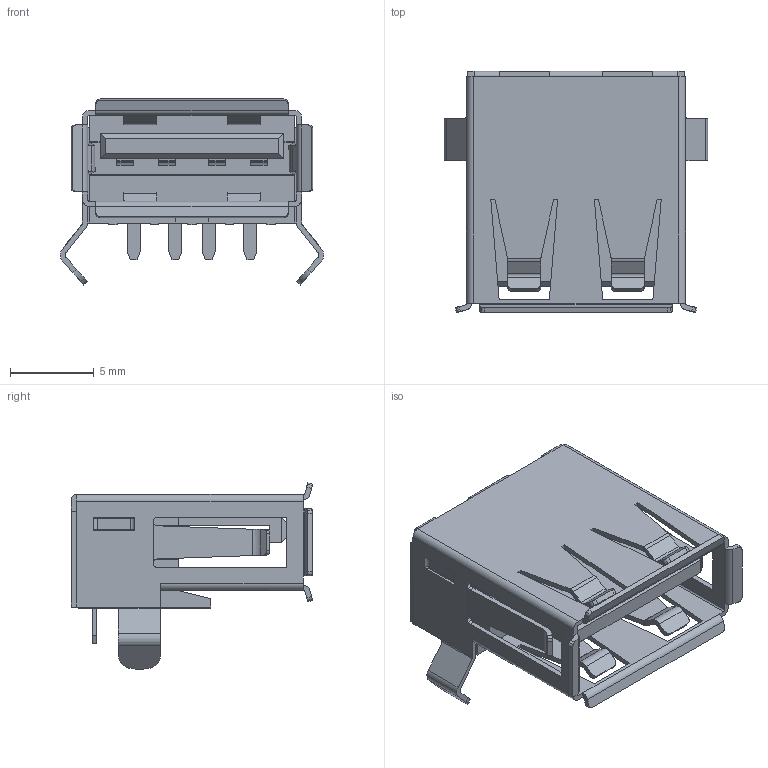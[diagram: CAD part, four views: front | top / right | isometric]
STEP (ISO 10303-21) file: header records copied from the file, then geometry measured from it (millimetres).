
FILE_DESCRIPTION (( 'STEP AP214' ), '1' );
FILE_NAME ('femaleThruHoleUSB.STEP', '2022-03-22T20:48:03', ( 'Elessar' ), ( '' ), 'SwSTEP 2.0', 'SolidWorks 2018', '' );
FILE_SCHEMA (( 'AUTOMOTIVE_DESIGN' ));
Length unit declared in the file: millimetre
Products named in the file (1): femaleThruHoleUSB
Bounding box: 15.78 x 14.44 x 11.13 mm (x, y, z)
Volume: 727.4 mm3; surface area: 1740.5 mm2
Topology: 1 solids, 1 shells, 432 faces, 1258 edges, 812 vertices
Faces by surface type: plane 243, cylinder 173, torus 12, bspline 4
Entity records: 15464 total; most frequent: CARTESIAN_POINT 2974, ORIENTED_EDGE 2508, DIRECTION 2282, EDGE_CURVE 1254, VECTOR 860, LINE 860, VERTEX_POINT 812, AXIS2_PLACEMENT_3D 711
